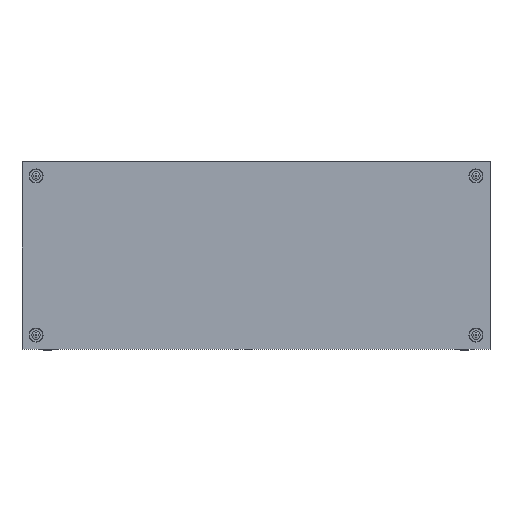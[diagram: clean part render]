
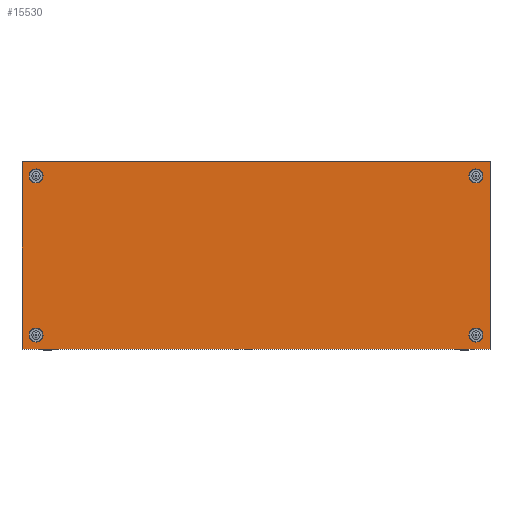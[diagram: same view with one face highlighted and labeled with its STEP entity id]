
A CAD part, top view. The second image highlights one B-rep face of the part: STEP entity #15530.
In plain terms, the highlighted planar face has unit normal (0, 0, 1).
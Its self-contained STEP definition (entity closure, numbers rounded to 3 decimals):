
#321 = ORIENTED_EDGE ( 'NONE', *, *, #759, .F. ) ;
#463 = VERTEX_POINT ( 'NONE', #22301 ) ;
#759 = EDGE_CURVE ( 'NONE', #21065, #17720, #11762, .T. ) ;
#836 = FACE_BOUND ( 'NONE', #17051, .T. ) ;
#1044 = CIRCLE ( 'NONE', #13673, 7.5 ) ;
#1402 = EDGE_LOOP ( 'NONE', ( #321, #22045 ) ) ;
#1581 = CARTESIAN_POINT ( 'NONE',  ( 485., 15., 0. ) ) ;
#1622 = VERTEX_POINT ( 'NONE', #10401 ) ;
#1688 = ORIENTED_EDGE ( 'NONE', *, *, #16173, .F. ) ;
#1888 = CARTESIAN_POINT ( 'NONE',  ( 15., 185., 0. ) ) ;
#2104 = DIRECTION ( 'NONE',  ( -1., 0., 0. ) ) ;
#2444 = FACE_BOUND ( 'NONE', #1402, .T. ) ;
#2468 = EDGE_CURVE ( 'NONE', #12531, #21571, #11267, .T. ) ;
#2501 = DIRECTION ( 'NONE',  ( 1., 0., 0. ) ) ;
#2515 = ORIENTED_EDGE ( 'NONE', *, *, #11648, .F. ) ;
#2653 = CIRCLE ( 'NONE', #15232, 7.5 ) ;
#2812 = DIRECTION ( 'NONE',  ( 1., 0., 0. ) ) ;
#2879 = VERTEX_POINT ( 'NONE', #8528 ) ;
#3044 = AXIS2_PLACEMENT_3D ( 'NONE', #17919, #19382, #12807 ) ;
#3117 = ORIENTED_EDGE ( 'NONE', *, *, #20034, .T. ) ;
#3184 = DIRECTION ( 'NONE',  ( 0., 0., 1. ) ) ;
#3210 = CARTESIAN_POINT ( 'NONE',  ( 492.5, 15., 0. ) ) ;
#3226 = DIRECTION ( 'NONE',  ( 0., 0., 1. ) ) ;
#3457 = ORIENTED_EDGE ( 'NONE', *, *, #21338, .T. ) ;
#3689 = CIRCLE ( 'NONE', #20977, 7.5 ) ;
#3690 = EDGE_CURVE ( 'NONE', #1622, #6646, #21269, .T. ) ;
#3923 = CARTESIAN_POINT ( 'NONE',  ( 477.5, 185., 0. ) ) ;
#3981 = EDGE_CURVE ( 'NONE', #21571, #12531, #7133, .T. ) ;
#4098 = DIRECTION ( 'NONE',  ( 0., 0., 1. ) ) ;
#4564 = AXIS2_PLACEMENT_3D ( 'NONE', #5541, #12415, #20656 ) ;
#4837 = EDGE_CURVE ( 'NONE', #20682, #15545, #3689, .T. ) ;
#5089 = CARTESIAN_POINT ( 'NONE',  ( 500., 0., 0. ) ) ;
#5541 = CARTESIAN_POINT ( 'NONE',  ( 15., 185., 0. ) ) ;
#5630 = DIRECTION ( 'NONE',  ( 0., 0., 1. ) ) ;
#5769 = CARTESIAN_POINT ( 'NONE',  ( 485., 185., 0. ) ) ;
#5810 = DIRECTION ( 'NONE',  ( 1., 0., 0. ) ) ;
#6060 = EDGE_LOOP ( 'NONE', ( #17013, #21438 ) ) ;
#6509 = EDGE_LOOP ( 'NONE', ( #3117, #3457, #12898, #20538 ) ) ;
#6646 = VERTEX_POINT ( 'NONE', #5089 ) ;
#7017 = CIRCLE ( 'NONE', #10258, 7.5 ) ;
#7051 = CARTESIAN_POINT ( 'NONE',  ( 0., 200., 0. ) ) ;
#7133 = CIRCLE ( 'NONE', #9305, 7.5 ) ;
#7214 = CARTESIAN_POINT ( 'NONE',  ( 492.5, 185., 0. ) ) ;
#7409 = LINE ( 'NONE', #21061, #11820 ) ;
#7584 = DIRECTION ( 'NONE',  ( 1., 0., 0. ) ) ;
#7783 = CARTESIAN_POINT ( 'NONE',  ( 22.5, 15., 0. ) ) ;
#8525 = AXIS2_PLACEMENT_3D ( 'NONE', #5769, #4098, #2501 ) ;
#8528 = CARTESIAN_POINT ( 'NONE',  ( 7.5, 15., 0. ) ) ;
#8869 = DIRECTION ( 'NONE',  ( 0., 1., 0. ) ) ;
#9088 = FACE_OUTER_BOUND ( 'NONE', #6509, .T. ) ;
#9305 = AXIS2_PLACEMENT_3D ( 'NONE', #1581, #3184, #18863 ) ;
#9634 = CIRCLE ( 'NONE', #8525, 7.5 ) ;
#10023 = CARTESIAN_POINT ( 'NONE',  ( 7.5, 185., 0. ) ) ;
#10101 = CARTESIAN_POINT ( 'NONE',  ( 15., 15., 0. ) ) ;
#10258 = AXIS2_PLACEMENT_3D ( 'NONE', #14136, #12535, #2812 ) ;
#10320 = VECTOR ( 'NONE', #5810, 1000. ) ;
#10401 = CARTESIAN_POINT ( 'NONE',  ( 0., 0., 0. ) ) ;
#11072 = CARTESIAN_POINT ( 'NONE',  ( 0., 0., 0. ) ) ;
#11105 = VERTEX_POINT ( 'NONE', #7783 ) ;
#11265 = CARTESIAN_POINT ( 'NONE',  ( 485., 15., 0. ) ) ;
#11267 = CIRCLE ( 'NONE', #15572, 7.5 ) ;
#11326 = CARTESIAN_POINT ( 'NONE',  ( 477.5, 15., 0. ) ) ;
#11648 = EDGE_CURVE ( 'NONE', #11105, #2879, #2653, .T. ) ;
#11762 = CIRCLE ( 'NONE', #4564, 7.5 ) ;
#11820 = VECTOR ( 'NONE', #8869, 1000. ) ;
#12415 = DIRECTION ( 'NONE',  ( 0., 0., 1. ) ) ;
#12531 = VERTEX_POINT ( 'NONE', #11326 ) ;
#12535 = DIRECTION ( 'NONE',  ( 0., 0., 1. ) ) ;
#12698 = FACE_BOUND ( 'NONE', #6060, .T. ) ;
#12748 = EDGE_CURVE ( 'NONE', #20438, #1622, #12881, .T. ) ;
#12807 = DIRECTION ( 'NONE',  ( -1., 0., 0. ) ) ;
#12821 = CARTESIAN_POINT ( 'NONE',  ( 22.5, 185., 0. ) ) ;
#12881 = LINE ( 'NONE', #11072, #18387 ) ;
#12898 = ORIENTED_EDGE ( 'NONE', *, *, #12748, .T. ) ;
#13673 = AXIS2_PLACEMENT_3D ( 'NONE', #1888, #5630, #19401 ) ;
#14136 = CARTESIAN_POINT ( 'NONE',  ( 15., 15., 0. ) ) ;
#14396 = CARTESIAN_POINT ( 'NONE',  ( 0., 0., 0. ) ) ;
#14512 = FACE_BOUND ( 'NONE', #18709, .T. ) ;
#15232 = AXIS2_PLACEMENT_3D ( 'NONE', #10101, #3226, #15382 ) ;
#15382 = DIRECTION ( 'NONE',  ( 1., 0., 0. ) ) ;
#15530 = ADVANCED_FACE ( 'NONE', ( #14512, #12698, #2444, #836, #9088 ), #21162, .F. ) ;
#15545 = VERTEX_POINT ( 'NONE', #3923 ) ;
#15572 = AXIS2_PLACEMENT_3D ( 'NONE', #11265, #18179, #18502 ) ;
#16173 = EDGE_CURVE ( 'NONE', #2879, #11105, #7017, .T. ) ;
#16901 = ORIENTED_EDGE ( 'NONE', *, *, #2468, .F. ) ;
#17013 = ORIENTED_EDGE ( 'NONE', *, *, #4837, .F. ) ;
#17051 = EDGE_LOOP ( 'NONE', ( #2515, #1688 ) ) ;
#17720 = VERTEX_POINT ( 'NONE', #10023 ) ;
#17919 = CARTESIAN_POINT ( 'NONE',  ( 0., 0., 0. ) ) ;
#18179 = DIRECTION ( 'NONE',  ( 0., 0., 1. ) ) ;
#18387 = VECTOR ( 'NONE', #20009, 1000. ) ;
#18502 = DIRECTION ( 'NONE',  ( 1., 0., 0. ) ) ;
#18709 = EDGE_LOOP ( 'NONE', ( #19377, #16901 ) ) ;
#18863 = DIRECTION ( 'NONE',  ( 1., 0., 0. ) ) ;
#19127 = CARTESIAN_POINT ( 'NONE',  ( 0., 200., 0. ) ) ;
#19377 = ORIENTED_EDGE ( 'NONE', *, *, #3981, .F. ) ;
#19382 = DIRECTION ( 'NONE',  ( 0., 0., -1. ) ) ;
#19401 = DIRECTION ( 'NONE',  ( 1., 0., 0. ) ) ;
#19576 = EDGE_CURVE ( 'NONE', #15545, #20682, #9634, .T. ) ;
#20009 = DIRECTION ( 'NONE',  ( 0., -1., 0. ) ) ;
#20034 = EDGE_CURVE ( 'NONE', #6646, #463, #7409, .T. ) ;
#20438 = VERTEX_POINT ( 'NONE', #19127 ) ;
#20538 = ORIENTED_EDGE ( 'NONE', *, *, #3690, .T. ) ;
#20656 = DIRECTION ( 'NONE',  ( 1., 0., 0. ) ) ;
#20682 = VERTEX_POINT ( 'NONE', #7214 ) ;
#20828 = LINE ( 'NONE', #7051, #21896 ) ;
#20977 = AXIS2_PLACEMENT_3D ( 'NONE', #21781, #21578, #7584 ) ;
#21061 = CARTESIAN_POINT ( 'NONE',  ( 500., 0., 0. ) ) ;
#21065 = VERTEX_POINT ( 'NONE', #12821 ) ;
#21162 = PLANE ( 'NONE',  #3044 ) ;
#21269 = LINE ( 'NONE', #14396, #10320 ) ;
#21338 = EDGE_CURVE ( 'NONE', #463, #20438, #20828, .T. ) ;
#21438 = ORIENTED_EDGE ( 'NONE', *, *, #19576, .F. ) ;
#21571 = VERTEX_POINT ( 'NONE', #3210 ) ;
#21578 = DIRECTION ( 'NONE',  ( 0., 0., 1. ) ) ;
#21781 = CARTESIAN_POINT ( 'NONE',  ( 485., 185., 0. ) ) ;
#21896 = VECTOR ( 'NONE', #2104, 1000. ) ;
#21935 = EDGE_CURVE ( 'NONE', #17720, #21065, #1044, .T. ) ;
#22045 = ORIENTED_EDGE ( 'NONE', *, *, #21935, .F. ) ;
#22301 = CARTESIAN_POINT ( 'NONE',  ( 500., 200., 0. ) ) ;
